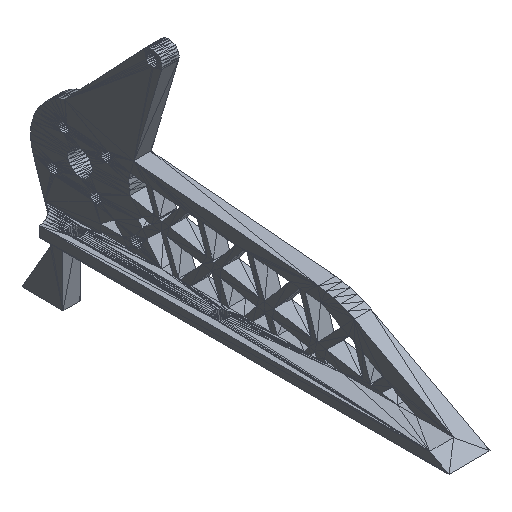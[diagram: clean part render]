
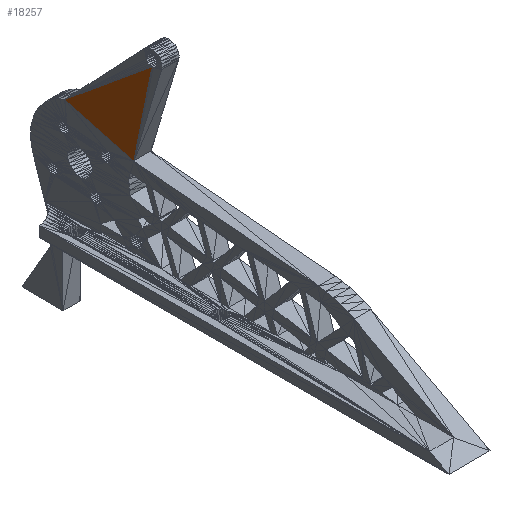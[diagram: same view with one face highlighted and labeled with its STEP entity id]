
A CAD part, isometric view. The second image highlights one B-rep face of the part: STEP entity #18257.
In plain terms, the highlighted planar face has unit normal (-1, 0, 0).
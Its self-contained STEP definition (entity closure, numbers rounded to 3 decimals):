
#1201=FACE_OUTER_BOUND('',#2757,.T.);
#2757=EDGE_LOOP('',(#14405,#14406,#14407));
#5013=LINE('',#29359,#7347);
#5062=LINE('',#29456,#7396);
#5064=LINE('',#29459,#7398);
#7347=VECTOR('',#24403,10.);
#7396=VECTOR('',#24506,10.);
#7398=VECTOR('',#24510,10.);
#8102=VERTEX_POINT('',#27025);
#8117=VERTEX_POINT('',#27111);
#8483=VERTEX_POINT('',#29455);
#10399=EDGE_CURVE('',#8102,#8117,#5013,.T.);
#10448=EDGE_CURVE('',#8483,#8117,#5062,.T.);
#10450=EDGE_CURVE('',#8483,#8102,#5064,.T.);
#14405=ORIENTED_EDGE('',*,*,#10450,.F.);
#14406=ORIENTED_EDGE('',*,*,#10448,.T.);
#14407=ORIENTED_EDGE('',*,*,#10399,.F.);
#16701=PLANE('',#19827);
#18257=ADVANCED_FACE('',(#1201),#16701,.T.);
#19827=AXIS2_PLACEMENT_3D('',#29458,#24508,#24509);
#24403=DIRECTION('',(0.,0.965,0.261));
#24506=DIRECTION('',(0.,0.772,-0.636));
#24508=DIRECTION('center_axis',(-1.,0.,0.));
#24509=DIRECTION('ref_axis',(0.,0.,1.));
#24510=DIRECTION('',(0.,0.194,-0.981));
#27025=CARTESIAN_POINT('',(-19.,39.24,47.832));
#27111=CARTESIAN_POINT('',(-19.,59.46,53.297));
#29359=CARTESIAN_POINT('',(-19.,39.24,47.832));
#29455=CARTESIAN_POINT('',(-19.,34.,74.273));
#29456=CARTESIAN_POINT('',(-19.,34.,74.273));
#29458=CARTESIAN_POINT('Origin',(-19.,59.46,53.297));
#29459=CARTESIAN_POINT('',(-19.,34.,74.273));
